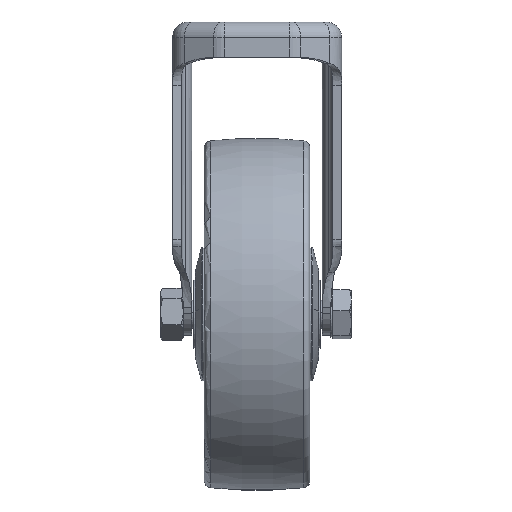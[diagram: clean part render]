
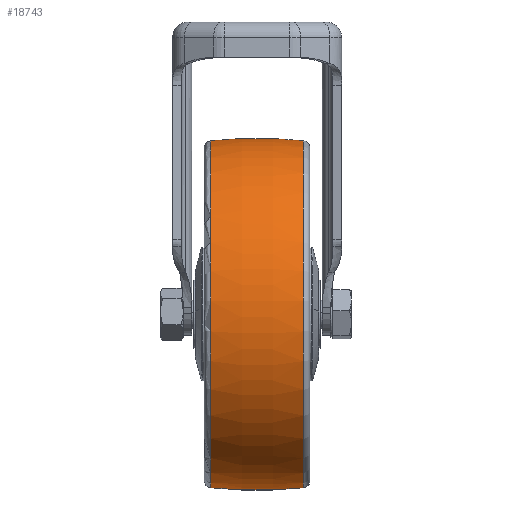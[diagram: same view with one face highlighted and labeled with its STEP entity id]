
A CAD part, top view. The second image highlights one B-rep face of the part: STEP entity #18743.
In plain terms, the highlighted toroidal (fillet/blend) face has major radius 100 mm and minor radius 150 mm.
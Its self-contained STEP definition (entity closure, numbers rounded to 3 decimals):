
#1653 = CARTESIAN_POINT ( 'NONE',  ( -13.176, -49.42, 0. ) ) ;
#1975 = DIRECTION ( 'NONE',  ( 0., -1., 0. ) ) ;
#2186 = ORIENTED_EDGE ( 'NONE', *, *, #50610, .F. ) ;
#5999 = EDGE_LOOP ( 'NONE', ( #2186, #12217, #39513, #8289 ) ) ;
#8289 = ORIENTED_EDGE ( 'NONE', *, *, #33139, .F. ) ;
#8688 = AXIS2_PLACEMENT_3D ( 'NONE', #41896, #17374, #45999 ) ;
#12217 = ORIENTED_EDGE ( 'NONE', *, *, #39558, .T. ) ;
#12438 = VERTEX_POINT ( 'NONE', #1653 ) ;
#13886 = CARTESIAN_POINT ( 'NONE',  ( 0., 100., 0. ) ) ;
#14752 = CARTESIAN_POINT ( 'NONE',  ( -13.176, 49.42, 0. ) ) ;
#15108 = VERTEX_POINT ( 'NONE', #17043 ) ;
#17043 = CARTESIAN_POINT ( 'NONE',  ( 13.176, -49.42, 0. ) ) ;
#17374 = DIRECTION ( 'NONE',  ( 1., 0., 0. ) ) ;
#17500 = AXIS2_PLACEMENT_3D ( 'NONE', #13886, #42538, #18021 ) ;
#18021 = DIRECTION ( 'NONE',  ( -1., 0., 0. ) ) ;
#18743 = ADVANCED_FACE ( 'NONE', ( #50279 ), #25991, .T. ) ;
#19836 = DIRECTION ( 'NONE',  ( -1., 0., 0. ) ) ;
#20019 = CIRCLE ( 'NONE', #28018, 150. ) ;
#22585 = DIRECTION ( 'NONE',  ( -1., 0., 0. ) ) ;
#23787 = CARTESIAN_POINT ( 'NONE',  ( 0., 0., 0. ) ) ;
#24304 = CIRCLE ( 'NONE', #8688, 49.42 ) ;
#24321 = EDGE_CURVE ( 'NONE', #12438, #24764, #32540, .T. ) ;
#24764 = VERTEX_POINT ( 'NONE', #14752 ) ;
#25722 = CIRCLE ( 'NONE', #17500, 150. ) ;
#25991 = TOROIDAL_SURFACE ( 'NONE', #36314, -100., 150. ) ;
#26583 = DIRECTION ( 'NONE',  ( 0., 0., 1. ) ) ;
#28018 = AXIS2_PLACEMENT_3D ( 'NONE', #51032, #26583, #1975 ) ;
#32540 = CIRCLE ( 'NONE', #36174, 49.42 ) ;
#33139 = EDGE_CURVE ( 'NONE', #15108, #12438, #25722, .T. ) ;
#36174 = AXIS2_PLACEMENT_3D ( 'NONE', #47026, #22585, #51134 ) ;
#36314 = AXIS2_PLACEMENT_3D ( 'NONE', #23787, #19836, #48402 ) ;
#36987 = VERTEX_POINT ( 'NONE', #51111 ) ;
#39513 = ORIENTED_EDGE ( 'NONE', *, *, #24321, .F. ) ;
#39558 = EDGE_CURVE ( 'NONE', #36987, #24764, #20019, .T. ) ;
#41896 = CARTESIAN_POINT ( 'NONE',  ( 13.176, 0., 0. ) ) ;
#42538 = DIRECTION ( 'NONE',  ( 0., 0., -1. ) ) ;
#45999 = DIRECTION ( 'NONE',  ( 0., 1., 0. ) ) ;
#47026 = CARTESIAN_POINT ( 'NONE',  ( -13.176, 0., 0. ) ) ;
#48402 = DIRECTION ( 'NONE',  ( 0., -1., 0. ) ) ;
#50279 = FACE_OUTER_BOUND ( 'NONE', #5999, .T. ) ;
#50610 = EDGE_CURVE ( 'NONE', #36987, #15108, #24304, .T. ) ;
#51032 = CARTESIAN_POINT ( 'NONE',  ( 0., -100., 0. ) ) ;
#51111 = CARTESIAN_POINT ( 'NONE',  ( 13.176, 49.42, 0. ) ) ;
#51134 = DIRECTION ( 'NONE',  ( 0., -1., 0. ) ) ;
